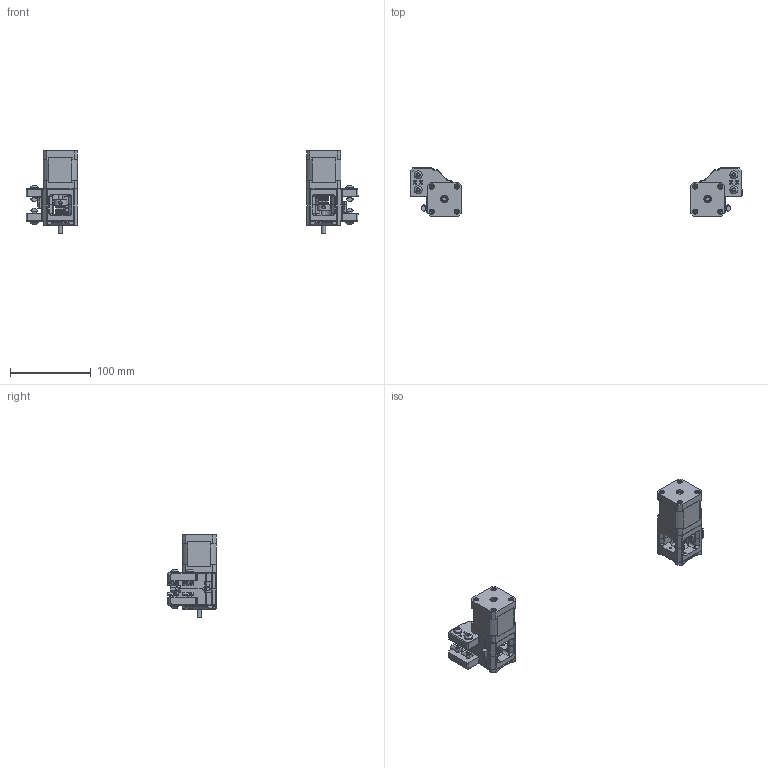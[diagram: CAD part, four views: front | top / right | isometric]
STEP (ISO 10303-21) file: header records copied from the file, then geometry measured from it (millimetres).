
FILE_DESCRIPTION(/* description */ ('','CAx-IF Rec.Pracs.---Representation and Presentation of Product Manufacturing Information (PMI)---4.0---2014-10-13'),/* implementation_level */ '2;1');
FILE_NAME(/* name */ '_16_Printed_VT_9mm_front_motor_mounts_NP_0.step',/* time_stamp */ '2024-12-14T20:14:43+01:00',/* author */ (''),/* organization */ (''),/* preprocessor_version */ 'ST-DEVELOPER v20',/* originating_system */ 'Autodesk Translation Framework v13.20.0.188',/* authorisation */ '');
FILE_SCHEMA (('AP242_MANAGED_MODEL_BASED_3D_ENGINEERING_MIM_LF { 1 0 10303 442 1 1 4 }'));
Length unit declared in the file: millimetre
Products named in the file (29): _16_Printed_VT_9mm_front_motor_mounts_NP_0; _Printed_VT_9mm_front_motor_mount; _Printed_VT_9mm_front_motor_mount_hardware; _Printed_9mm_front_motor_mount_motion; _Printed_9mm_front_long_shaft_specific; NEMA17 with 55mm long shaft; _Printed_9mm_front_long_shaft_specific_1; Printed_long_shaft_double_shear_twist_lock; M3x45 SHCS; M3 hex nut; Printed_long_shaft_double_shear_housing; M3 washer; M3x8 SHCS; NEMA17 with 55mm long shaft_1; _S55 shaft; _stepper; _Printed_VT_9mm_front_motor_mount_1; _Printed_VT_9mm_front_motor_mount_hardware_1; Printed_VT_9mm_front_motor_mount_a; Printed_VT_9mm_front_motor_mount_b; _Printed_9mm_front_motor_mount_motion_1; GT2 20T 9mm pulley; F695 flanged bearing; 695 bearing; Shim 0.5mm; D5x40 smooth pin; M5 2020 drop-in T-nut; M5 washer; M5x16 BHCS
Assembly tree (98 placements, depth 4):
  _16_Printed_VT_9mm_front_motor_mounts_NP_0
    _Printed_VT_9mm_front_motor_mount
      _Printed_VT_9mm_front_motor_mount_hardware
        M5 2020 drop-in T-nut  x5
        M5 washer  x5
        M5x16 BHCS  x5
      Printed_VT_9mm_front_motor_mount_a
      Printed_VT_9mm_front_motor_mount_b
      _Printed_9mm_front_motor_mount_motion
        GT2 20T 9mm pulley
        F695 flanged bearing  x2
        Shim 0.5mm  x4
        695 bearing
        D5x40 smooth pin
    _Printed_9mm_front_long_shaft_specific
      Printed_long_shaft_double_shear_twist_lock
      M3x45 SHCS  x3
      M3 washer  x4
      M3 hex nut
      Printed_long_shaft_double_shear_housing
      M3x8 SHCS  x2
      F695 flanged bearing
      NEMA17 with 55mm long shaft
        _S55 shaft
        _stepper
    _Printed_9mm_front_long_shaft_specific_1
      Printed_long_shaft_double_shear_twist_lock
      M3x45 SHCS  x3
      M3 washer  x4
      M3 hex nut
      Printed_long_shaft_double_shear_housing
      M3x8 SHCS  x2
      F695 flanged bearing
      NEMA17 with 55mm long shaft_1
        _S55 shaft
        _stepper
    M5 2020 drop-in T-nut  x2
    _Printed_VT_9mm_front_motor_mount_1
      _Printed_VT_9mm_front_motor_mount_hardware_1
        M5 2020 drop-in T-nut  x5
        M5 washer  x5
        M5x16 BHCS  x5
      Printed_VT_9mm_front_motor_mount_a
      Printed_VT_9mm_front_motor_mount_b
      _Printed_9mm_front_motor_mount_motion_1
        GT2 20T 9mm pulley
        F695 flanged bearing  x2
        Shim 0.5mm  x4
        695 bearing
        D5x40 smooth pin
    M5x16 BHCS  x2
    M5 washer  x2
Bounding box: 410 x 59.9 x 102 mm (x, y, z)
Volume: 325661.6 mm3; surface area: 111826.2 mm2
Topology: 92 solids, 92 shells, 3388 faces, 8364 edges, 5268 vertices
Faces by surface type: plane 1524, cylinder 1058, cone 578, bspline 104, torus 100, sphere 24
Full cylindrical faces by diameter (mm): 2.464 x8, 3 x20, 3.108 x6, 3.2 x8, 3.4 x28, 4.2 x12, 5 x34, 5.001 x2, 5.2 x4, 5.3 x12, 5.4 x8, 5.5 x10, 5.6 x2, 6 x4, 6.5 x18, 7 x8, 7.2 x8, 7.3 x4, 7.6 x4, 7.823 x4, 8 x8, 8.141 x4, 9 x2, 9.5 x12, 10 x12, 11.5 x16, 12 x6, 13 x8, 15 x8, 15.3 x2
Entity records: 45449 total; most frequent: CARTESIAN_POINT 11842, DIRECTION 7066, ORIENTED_EDGE 6728, EDGE_CURVE 3364, AXIS2_PLACEMENT_3D 2629, VERTEX_POINT 2131, LINE 1808, VECTOR 1808
